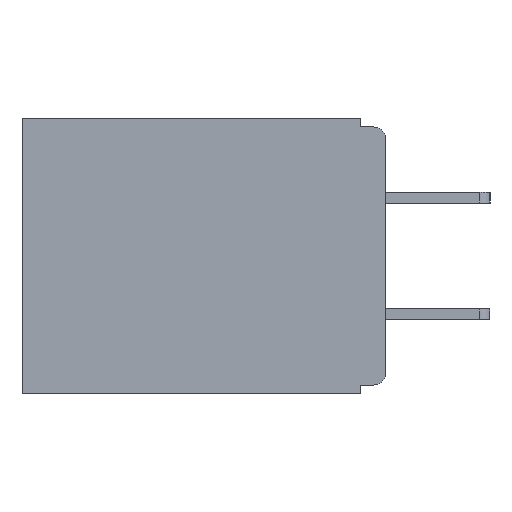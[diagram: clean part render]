
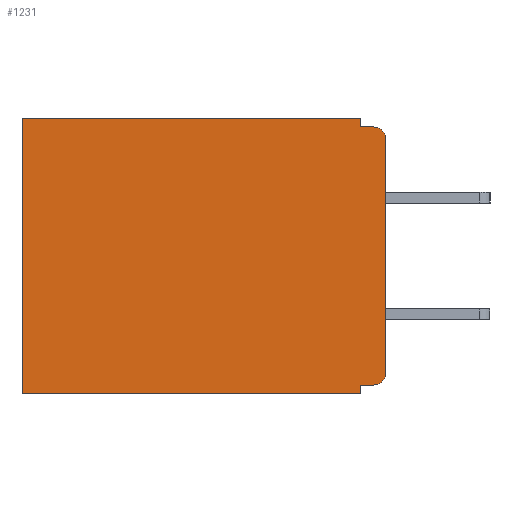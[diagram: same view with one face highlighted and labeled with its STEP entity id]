
A CAD part, left-side view. The second image highlights one B-rep face of the part: STEP entity #1231.
In plain terms, the highlighted planar face has unit normal (-1, 0, 0).
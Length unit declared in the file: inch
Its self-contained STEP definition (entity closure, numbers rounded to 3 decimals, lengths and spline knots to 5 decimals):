
#1149 = EDGE_CURVE ( 'NONE', #5126, #25247, #24643, .T. ) ;
#1206 = CARTESIAN_POINT ( 'NONE',  ( 0.3, 0., -0.33 ) ) ;
#1231 = ADVANCED_FACE ( 'NONE', ( #16556 ), #2059, .F. ) ;
#1301 = EDGE_CURVE ( 'NONE', #5126, #21133, #24958, .T. ) ;
#1343 = VERTEX_POINT ( 'NONE', #26786 ) ;
#1452 = DIRECTION ( 'NONE',  ( 0., 1., 0. ) ) ;
#1855 = VERTEX_POINT ( 'NONE', #11951 ) ;
#1973 = CARTESIAN_POINT ( 'NONE',  ( 0.3, 0.015, -0.01 ) ) ;
#2059 = PLANE ( 'NONE',  #10759 ) ;
#3323 = LINE ( 'NONE', #15661, #13692 ) ;
#3540 = CARTESIAN_POINT ( 'NONE',  ( 0.3, 0.031, 0. ) ) ;
#3576 = CARTESIAN_POINT ( 'NONE',  ( 0.3, 0.031, -0.33 ) ) ;
#3804 = EDGE_CURVE ( 'NONE', #10282, #9804, #17946, .T. ) ;
#4124 = VERTEX_POINT ( 'NONE', #1973 ) ;
#4546 = DIRECTION ( 'NONE',  ( 0., 0., -1. ) ) ;
#4570 = DIRECTION ( 'NONE',  ( -1., 0., 0. ) ) ;
#4657 = CARTESIAN_POINT ( 'NONE',  ( 0.3, 0.015, -0.305 ) ) ;
#4688 = EDGE_CURVE ( 'NONE', #1343, #9804, #3323, .T. ) ;
#4695 = ORIENTED_EDGE ( 'NONE', *, *, #4688, .F. ) ;
#4808 = ORIENTED_EDGE ( 'NONE', *, *, #1301, .T. ) ;
#5126 = VERTEX_POINT ( 'NONE', #3540 ) ;
#5534 = CARTESIAN_POINT ( 'NONE',  ( 0.3, 0.015, -0.32 ) ) ;
#5651 = CARTESIAN_POINT ( 'NONE',  ( 0.3, 0.437, 0. ) ) ;
#5856 = EDGE_CURVE ( 'NONE', #21133, #10806, #23680, .T. ) ;
#6036 = CIRCLE ( 'NONE', #17783, 0.015 ) ;
#6832 = ORIENTED_EDGE ( 'NONE', *, *, #23245, .F. ) ;
#7472 = VECTOR ( 'NONE', #25407, 39.37008 ) ;
#7999 = VERTEX_POINT ( 'NONE', #8790 ) ;
#8492 = LINE ( 'NONE', #9767, #23735 ) ;
#8744 = ORIENTED_EDGE ( 'NONE', *, *, #13526, .F. ) ;
#8790 = CARTESIAN_POINT ( 'NONE',  ( 0.3, 0.031, -0.33 ) ) ;
#9197 = CARTESIAN_POINT ( 'NONE',  ( 0.3, 0., 0. ) ) ;
#9204 = DIRECTION ( 'NONE',  ( 0., 1., 0. ) ) ;
#9572 = DIRECTION ( 'NONE',  ( -1., 0., 0. ) ) ;
#9716 = ORIENTED_EDGE ( 'NONE', *, *, #12275, .F. ) ;
#9767 = CARTESIAN_POINT ( 'NONE',  ( 0.3, 0., -0.32 ) ) ;
#9804 = VERTEX_POINT ( 'NONE', #22512 ) ;
#9833 = DIRECTION ( 'NONE',  ( 0., 0., -1. ) ) ;
#10282 = VERTEX_POINT ( 'NONE', #5534 ) ;
#10759 = AXIS2_PLACEMENT_3D ( 'NONE', #1206, #13110, #12057 ) ;
#10764 = EDGE_CURVE ( 'NONE', #1343, #4124, #6036, .T. ) ;
#10806 = VERTEX_POINT ( 'NONE', #15761 ) ;
#10854 = CARTESIAN_POINT ( 'NONE',  ( 0.3, 0.031, 0. ) ) ;
#11951 = CARTESIAN_POINT ( 'NONE',  ( 0.3, 0.031, -0.32 ) ) ;
#11972 = CARTESIAN_POINT ( 'NONE',  ( 0.3, 0.031, -0.01 ) ) ;
#12057 = DIRECTION ( 'NONE',  ( 0., 0., -1. ) ) ;
#12275 = EDGE_CURVE ( 'NONE', #7999, #10806, #18274, .T. ) ;
#12982 = LINE ( 'NONE', #3576, #17200 ) ;
#13110 = DIRECTION ( 'NONE',  ( 1., 0., 0. ) ) ;
#13526 = EDGE_CURVE ( 'NONE', #10282, #1855, #8492, .T. ) ;
#13692 = VECTOR ( 'NONE', #18794, 39.37008 ) ;
#14061 = ORIENTED_EDGE ( 'NONE', *, *, #10764, .T. ) ;
#15310 = EDGE_LOOP ( 'NONE', ( #4695, #14061, #6832, #24536, #4808, #17147, #9716, #21368, #8744, #19775 ) ) ;
#15661 = CARTESIAN_POINT ( 'NONE',  ( 0.3, 0., -0.33 ) ) ;
#15761 = CARTESIAN_POINT ( 'NONE',  ( 0.3, 0.437, -0.33 ) ) ;
#16129 = VECTOR ( 'NONE', #17692, 39.37008 ) ;
#16556 = FACE_OUTER_BOUND ( 'NONE', #15310, .T. ) ;
#17147 = ORIENTED_EDGE ( 'NONE', *, *, #5856, .T. ) ;
#17200 = VECTOR ( 'NONE', #9833, 39.37008 ) ;
#17692 = DIRECTION ( 'NONE',  ( 0., -1., 0. ) ) ;
#17716 = AXIS2_PLACEMENT_3D ( 'NONE', #4657, #4570, #4546 ) ;
#17783 = AXIS2_PLACEMENT_3D ( 'NONE', #21990, #9572, #24068 ) ;
#17946 = CIRCLE ( 'NONE', #17716, 0.015 ) ;
#18232 = CARTESIAN_POINT ( 'NONE',  ( 0.3, 0., -0.33 ) ) ;
#18274 = LINE ( 'NONE', #18232, #22529 ) ;
#18794 = DIRECTION ( 'NONE',  ( 0., 0., -1. ) ) ;
#19775 = ORIENTED_EDGE ( 'NONE', *, *, #3804, .T. ) ;
#19909 = VECTOR ( 'NONE', #9204, 39.37008 ) ;
#21133 = VERTEX_POINT ( 'NONE', #5651 ) ;
#21368 = ORIENTED_EDGE ( 'NONE', *, *, #26668, .F. ) ;
#21590 = LINE ( 'NONE', #25920, #16129 ) ;
#21990 = CARTESIAN_POINT ( 'NONE',  ( 0.3, 0.015, -0.025 ) ) ;
#22023 = DIRECTION ( 'NONE',  ( 0., 0., -1. ) ) ;
#22190 = DIRECTION ( 'NONE',  ( 0., 1., 0. ) ) ;
#22512 = CARTESIAN_POINT ( 'NONE',  ( 0.3, 0., -0.305 ) ) ;
#22529 = VECTOR ( 'NONE', #1452, 39.37008 ) ;
#23035 = VECTOR ( 'NONE', #22023, 39.37008 ) ;
#23245 = EDGE_CURVE ( 'NONE', #25247, #4124, #21590, .T. ) ;
#23680 = LINE ( 'NONE', #26261, #23035 ) ;
#23735 = VECTOR ( 'NONE', #22190, 39.37008 ) ;
#24068 = DIRECTION ( 'NONE',  ( 0., 0., -1. ) ) ;
#24536 = ORIENTED_EDGE ( 'NONE', *, *, #1149, .F. ) ;
#24643 = LINE ( 'NONE', #10854, #7472 ) ;
#24958 = LINE ( 'NONE', #9197, #19909 ) ;
#25247 = VERTEX_POINT ( 'NONE', #11972 ) ;
#25407 = DIRECTION ( 'NONE',  ( 0., 0., -1. ) ) ;
#25920 = CARTESIAN_POINT ( 'NONE',  ( 0.3, 0., -0.01 ) ) ;
#26261 = CARTESIAN_POINT ( 'NONE',  ( 0.3, 0.437, -0.33 ) ) ;
#26668 = EDGE_CURVE ( 'NONE', #1855, #7999, #12982, .T. ) ;
#26786 = CARTESIAN_POINT ( 'NONE',  ( 0.3, 0., -0.025 ) ) ;
